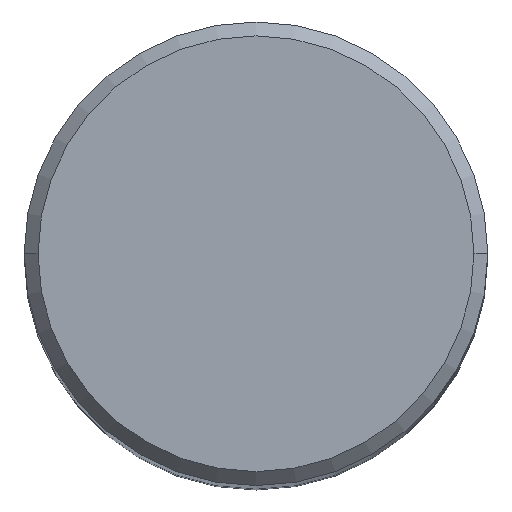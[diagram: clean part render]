
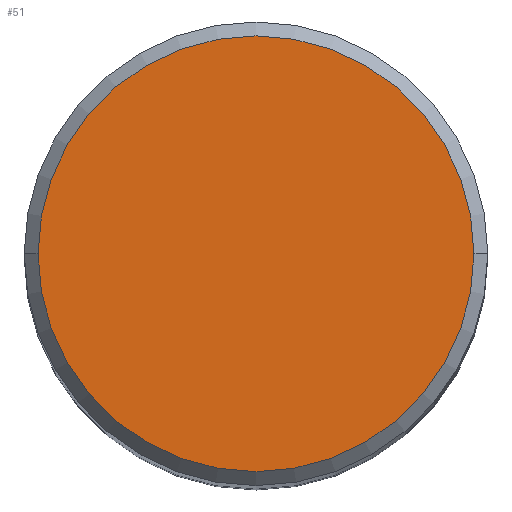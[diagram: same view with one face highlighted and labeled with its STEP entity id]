
A CAD part, top view. The second image highlights one B-rep face of the part: STEP entity #51.
In plain terms, the highlighted planar face has unit normal (0, 0, 1).
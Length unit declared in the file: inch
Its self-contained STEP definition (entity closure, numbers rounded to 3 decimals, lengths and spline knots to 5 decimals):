
#2 = DIRECTION ( 'NONE',  ( 1., 0., 0. ) ) ;
#33 = ORIENTED_EDGE ( 'NONE', *, *, #69, .T. ) ;
#36 = CARTESIAN_POINT ( 'NONE',  ( -0.235, 0., 3. ) ) ;
#46 = CIRCLE ( 'NONE', #183, 0.235 ) ;
#51 = ADVANCED_FACE ( 'NONE', ( #75 ), #270, .T. ) ;
#69 = EDGE_CURVE ( 'NONE', #315, #323, #326, .T. ) ;
#75 = FACE_OUTER_BOUND ( 'NONE', #320, .T. ) ;
#84 = CARTESIAN_POINT ( 'NONE',  ( 0., 0., 3. ) ) ;
#146 = ORIENTED_EDGE ( 'NONE', *, *, #171, .T. ) ;
#155 = CARTESIAN_POINT ( 'NONE',  ( 0., 0., 3. ) ) ;
#171 = EDGE_CURVE ( 'NONE', #323, #315, #46, .T. ) ;
#177 = CARTESIAN_POINT ( 'NONE',  ( 0., 0., 3. ) ) ;
#183 = AXIS2_PLACEMENT_3D ( 'NONE', #84, #278, #2 ) ;
#216 = AXIS2_PLACEMENT_3D ( 'NONE', #177, #276, #327 ) ;
#241 = CARTESIAN_POINT ( 'NONE',  ( 0.235, 0., 3. ) ) ;
#257 = DIRECTION ( 'NONE',  ( 1., 0., 0. ) ) ;
#270 = PLANE ( 'NONE',  #216 ) ;
#276 = DIRECTION ( 'NONE',  ( 0., 0., 1. ) ) ;
#278 = DIRECTION ( 'NONE',  ( 0., 0., 1. ) ) ;
#290 = AXIS2_PLACEMENT_3D ( 'NONE', #155, #298, #257 ) ;
#298 = DIRECTION ( 'NONE',  ( 0., 0., 1. ) ) ;
#315 = VERTEX_POINT ( 'NONE', #241 ) ;
#320 = EDGE_LOOP ( 'NONE', ( #146, #33 ) ) ;
#323 = VERTEX_POINT ( 'NONE', #36 ) ;
#326 = CIRCLE ( 'NONE', #290, 0.235 ) ;
#327 = DIRECTION ( 'NONE',  ( 1., 0., 0. ) ) ;
